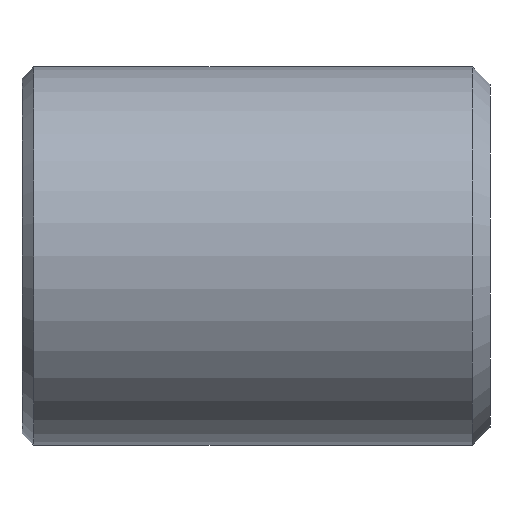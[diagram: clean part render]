
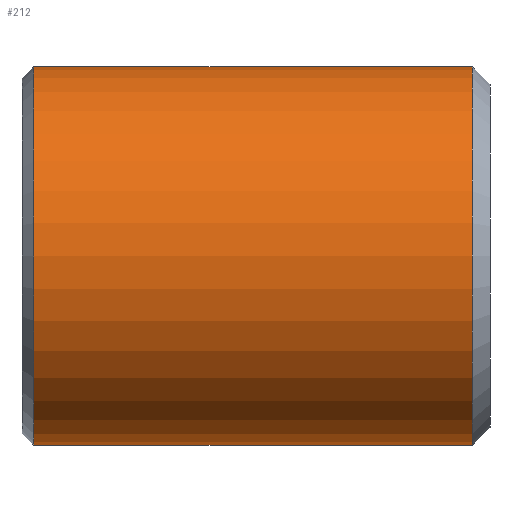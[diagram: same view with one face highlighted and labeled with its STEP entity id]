
A CAD part, front view. The second image highlights one B-rep face of the part: STEP entity #212.
In plain terms, the highlighted cylindrical face has radius 8 mm (diameter 16 mm), a full revolution.
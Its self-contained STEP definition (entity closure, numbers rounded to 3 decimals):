
#25 = DIRECTION ( 'NONE',  ( 0., 0., -1. ) ) ;
#53 = CARTESIAN_POINT ( 'NONE',  ( 19.8, 0., 0. ) ) ;
#58 = DIRECTION ( 'NONE',  ( 0., 0., 1. ) ) ;
#69 = DIRECTION ( 'NONE',  ( -1., 0., 0. ) ) ;
#100 = CYLINDRICAL_SURFACE ( 'NONE', #613, 8. ) ;
#120 = ORIENTED_EDGE ( 'NONE', *, *, #369, .T. ) ;
#138 = AXIS2_PLACEMENT_3D ( 'NONE', #207, #69, #25 ) ;
#141 = CARTESIAN_POINT ( 'NONE',  ( 0.5, 0., 0. ) ) ;
#150 = EDGE_CURVE ( 'NONE', #513, #513, #459, .T. ) ;
#175 = CARTESIAN_POINT ( 'NONE',  ( 19.05, 0., -8. ) ) ;
#207 = CARTESIAN_POINT ( 'NONE',  ( 19.05, 0., 0. ) ) ;
#212 = ADVANCED_FACE ( 'NONE', ( #216, #475 ), #100, .T. ) ;
#216 = FACE_OUTER_BOUND ( 'NONE', #264, .T. ) ;
#229 = CIRCLE ( 'NONE', #138, 8. ) ;
#241 = DIRECTION ( 'NONE',  ( 0., 0., -1. ) ) ;
#264 = EDGE_LOOP ( 'NONE', ( #639 ) ) ;
#282 = CARTESIAN_POINT ( 'NONE',  ( 0.5, 0., -8. ) ) ;
#369 = EDGE_CURVE ( 'NONE', #447, #447, #229, .T. ) ;
#447 = VERTEX_POINT ( 'NONE', #175 ) ;
#459 = CIRCLE ( 'NONE', #582, 8. ) ;
#475 = FACE_OUTER_BOUND ( 'NONE', #492, .T. ) ;
#492 = EDGE_LOOP ( 'NONE', ( #120 ) ) ;
#513 = VERTEX_POINT ( 'NONE', #282 ) ;
#555 = DIRECTION ( 'NONE',  ( 1., 0., 0. ) ) ;
#582 = AXIS2_PLACEMENT_3D ( 'NONE', #141, #555, #241 ) ;
#610 = DIRECTION ( 'NONE',  ( -1., 0., 0. ) ) ;
#613 = AXIS2_PLACEMENT_3D ( 'NONE', #53, #610, #58 ) ;
#639 = ORIENTED_EDGE ( 'NONE', *, *, #150, .T. ) ;
